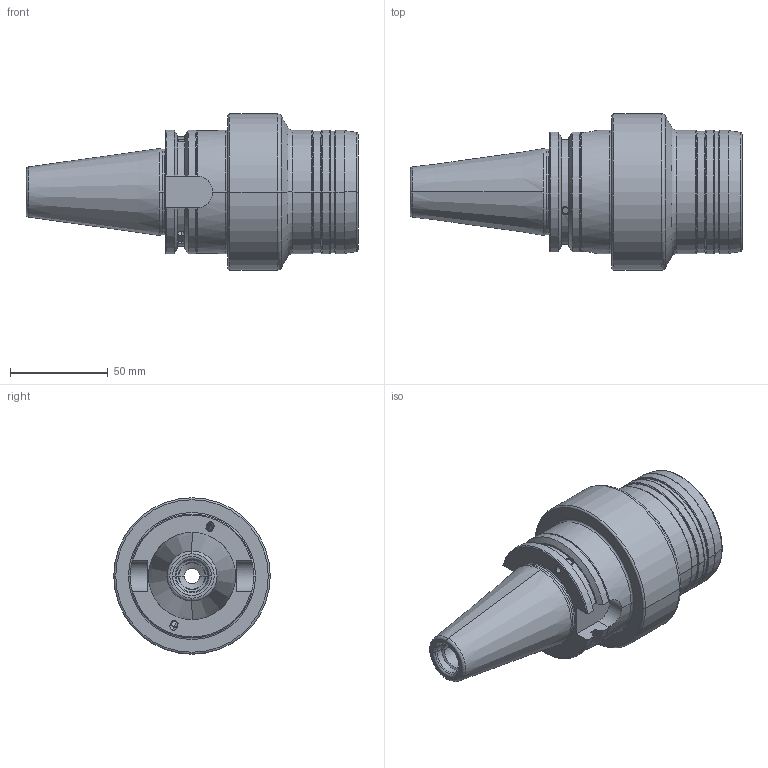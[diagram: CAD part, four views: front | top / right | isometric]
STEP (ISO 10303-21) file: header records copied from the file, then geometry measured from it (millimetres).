
FILE_DESCRIPTION((''),'2;1');
FILE_NAME('WK032-CAT40ADB-HC1_25-4','2020-03-26T',('MYPC'),(''),'PRO/ENGINEER BY PARAMETRIC TECHNOLOGY CORPORATION, 2012130','PRO/ENGINEER BY PARAMETRIC TECHNOLOGY CORPORATION, 2012130','');
FILE_SCHEMA(('CONFIG_CONTROL_DESIGN'));
Length unit declared in the file: inch
Products named in the file (1): WK032-CAT40ADB-HC1_25-4
Bounding box: 169.85 x 80.01 x 80.01 mm (x, y, z)
Volume: 358896.7 mm3; surface area: 49686.4 mm2
Topology: 1 solids, 5 shells, 198 faces, 486 edges, 292 vertices
Faces by surface type: cylinder 80, cone 42, torus 42, plane 34
Entity records: 6271 total; most frequent: CARTESIAN_POINT 1635, DIRECTION 1008, ORIENTED_EDGE 916, EDGE_CURVE 474, AXIS2_PLACEMENT_3D 429, VERTEX_POINT 292, CIRCLE 230, EDGE_LOOP 220
